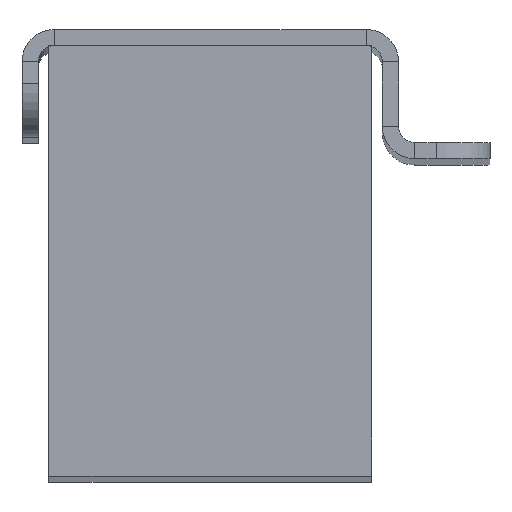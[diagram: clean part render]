
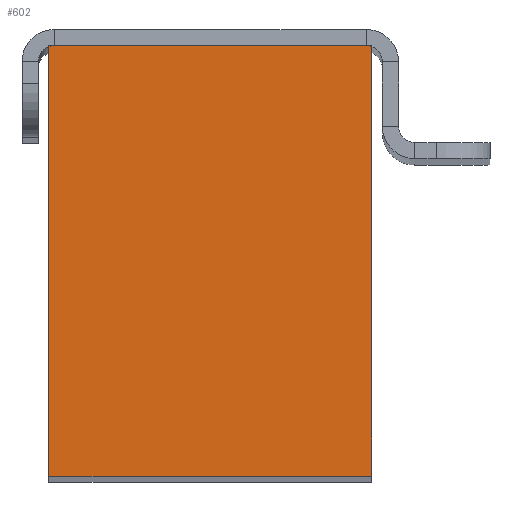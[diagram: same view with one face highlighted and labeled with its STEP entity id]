
A CAD part, top view. The second image highlights one B-rep face of the part: STEP entity #602.
In plain terms, the highlighted planar face has unit normal (0, 0, 1).
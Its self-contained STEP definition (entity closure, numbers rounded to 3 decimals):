
#77 = DIRECTION ( 'NONE',  ( 0., 0., -1. ) ) ;
#190 = LINE ( 'NONE', #390, #898 ) ;
#199 = VERTEX_POINT ( 'NONE', #355 ) ;
#205 = VERTEX_POINT ( 'NONE', #781 ) ;
#215 = ORIENTED_EDGE ( 'NONE', *, *, #795, .F. ) ;
#241 = LINE ( 'NONE', #983, #1014 ) ;
#252 = VECTOR ( 'NONE', #943, 1000. ) ;
#305 = CARTESIAN_POINT ( 'NONE',  ( 0., 15., 171. ) ) ;
#326 = VERTEX_POINT ( 'NONE', #305 ) ;
#355 = CARTESIAN_POINT ( 'NONE',  ( 40., 15., 171. ) ) ;
#365 = VECTOR ( 'NONE', #581, 1000. ) ;
#371 = CARTESIAN_POINT ( 'NONE',  ( 40., -15., 171. ) ) ;
#390 = CARTESIAN_POINT ( 'NONE',  ( 0., -15., 171. ) ) ;
#393 = PLANE ( 'NONE',  #1351 ) ;
#446 = ORIENTED_EDGE ( 'NONE', *, *, #1000, .T. ) ;
#483 = FACE_OUTER_BOUND ( 'NONE', #1301, .T. ) ;
#487 = DIRECTION ( 'NONE',  ( 0., 1., 0. ) ) ;
#581 = DIRECTION ( 'NONE',  ( -1., 0., 0. ) ) ;
#602 = ADVANCED_FACE ( 'NONE', ( #483 ), #393, .F. ) ;
#635 = VERTEX_POINT ( 'NONE', #908 ) ;
#666 = DIRECTION ( 'NONE',  ( -1., 0., 0. ) ) ;
#753 = EDGE_CURVE ( 'NONE', #199, #205, #876, .T. ) ;
#781 = CARTESIAN_POINT ( 'NONE',  ( 40., -15., 171. ) ) ;
#795 = EDGE_CURVE ( 'NONE', #205, #635, #1324, .T. ) ;
#876 = LINE ( 'NONE', #1312, #252 ) ;
#898 = VECTOR ( 'NONE', #1363, 1000. ) ;
#908 = CARTESIAN_POINT ( 'NONE',  ( 0., -15., 171. ) ) ;
#943 = DIRECTION ( 'NONE',  ( 0., -1., 0. ) ) ;
#964 = ORIENTED_EDGE ( 'NONE', *, *, #1319, .T. ) ;
#983 = CARTESIAN_POINT ( 'NONE',  ( 40., 15., 171. ) ) ;
#1000 = EDGE_CURVE ( 'NONE', #326, #635, #190, .T. ) ;
#1014 = VECTOR ( 'NONE', #666, 1000. ) ;
#1050 = ORIENTED_EDGE ( 'NONE', *, *, #753, .F. ) ;
#1129 = CARTESIAN_POINT ( 'NONE',  ( 40., -15., 171. ) ) ;
#1301 = EDGE_LOOP ( 'NONE', ( #446, #215, #1050, #964 ) ) ;
#1312 = CARTESIAN_POINT ( 'NONE',  ( 40., -15., 171. ) ) ;
#1319 = EDGE_CURVE ( 'NONE', #199, #326, #241, .T. ) ;
#1324 = LINE ( 'NONE', #371, #365 ) ;
#1351 = AXIS2_PLACEMENT_3D ( 'NONE', #1129, #77, #487 ) ;
#1363 = DIRECTION ( 'NONE',  ( 0., -1., 0. ) ) ;
